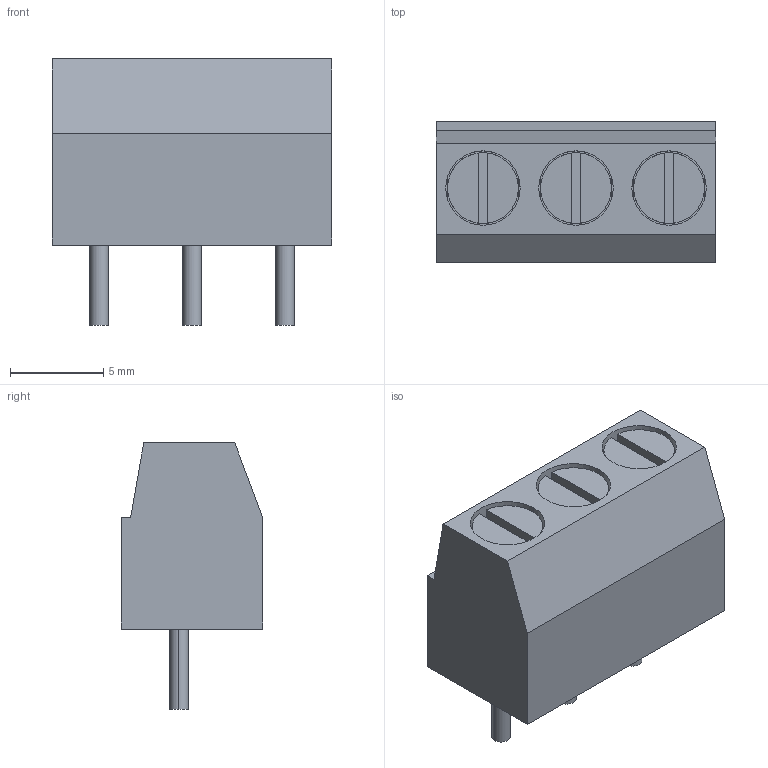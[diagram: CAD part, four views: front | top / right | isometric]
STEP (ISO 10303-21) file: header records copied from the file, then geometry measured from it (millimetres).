
FILE_DESCRIPTION(('TFLEX Exchange Step'),'2;1');
FILE_NAME('Terminal_KLS3_301_5.00_02P_2S.stp', '2020-05-21T17:01:57+05:00',('Admin'),('Unknown organisation'),'TFLEX Exchange 2019.2','T-FLEX CAD','Unknown authorisation');
FILE_SCHEMA( ('AUTOMOTIVE_DESIGN { 1 0 10303 214 1 1 1 1 }') );
Length unit declared in the file: millimetre
Products named in the file (6): 0; <Винты нормальные>Винт ГОСТ 1491-72; Тело_11:3; <Винты нормальные>Винт ГОСТ 1491-72:2; Тело_6:3; Клемник KLS2-301
Assembly tree (10 placements, depth 2):
  Клемник KLS2-301
    0
    <Винты нормальные>Винт ГОСТ 1491-72
    Тело_11:3  x3
    <Винты нормальные>Винт ГОСТ 1491-72:2  x2
    Тело_6:3  x3
Bounding box: 15 x 7.6 x 14.3 mm (x, y, z)
Volume: 751.6 mm3; surface area: 2092.3 mm2
Topology: 10 solids, 10 shells, 132 faces, 321 edges, 209 vertices
Faces by surface type: plane 99, cylinder 27, cone 3, torus 3
Full cylindrical faces by diameter (mm): 2 x3, 3.8 x3
Entity records: 2485 total; most frequent: DIRECTION 431, CARTESIAN_POINT 405, ORIENTED_EDGE 378, EDGE_CURVE 189, AXIS2_PLACEMENT_3D 147, VECTOR 137, LINE 137, VERTEX_POINT 121
